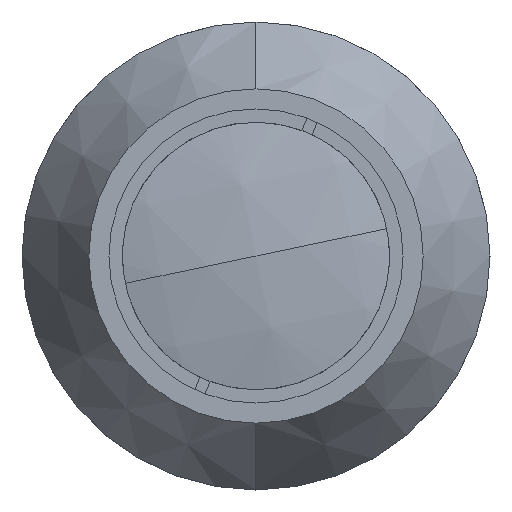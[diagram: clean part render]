
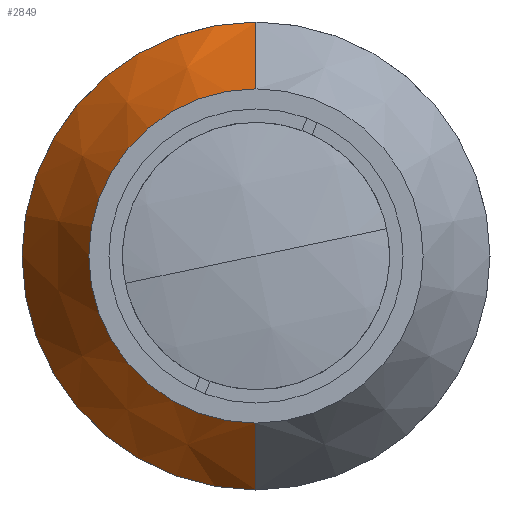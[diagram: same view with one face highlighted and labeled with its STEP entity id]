
A CAD part, left-side view. The second image highlights one B-rep face of the part: STEP entity #2849.
In plain terms, the highlighted conical face has half-angle 30 degrees and reference radius 21 mm.
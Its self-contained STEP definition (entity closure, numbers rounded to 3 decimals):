
#35 = CARTESIAN_POINT ( 'NONE',  ( 25.392, 0., 0. ) ) ;
#75 = CIRCLE ( 'NONE', #3551, 21. ) ;
#425 = DIRECTION ( 'NONE',  ( 1., 0., 0. ) ) ;
#750 = DIRECTION ( 'NONE',  ( 0., 0., 1. ) ) ;
#854 = ORIENTED_EDGE ( 'NONE', *, *, #1436, .T. ) ;
#1057 = CARTESIAN_POINT ( 'NONE',  ( 15., 0., 0. ) ) ;
#1099 = DIRECTION ( 'NONE',  ( -1., 0., 0. ) ) ;
#1204 = CONICAL_SURFACE ( 'NONE', #1797, 21., 0.524 ) ;
#1372 = CARTESIAN_POINT ( 'NONE',  ( 25.392, 0., -21. ) ) ;
#1435 = ORIENTED_EDGE ( 'NONE', *, *, #2912, .F. ) ;
#1436 = EDGE_CURVE ( 'NONE', #3230, #1964, #75, .T. ) ;
#1610 = VERTEX_POINT ( 'NONE', #2815 ) ;
#1679 = CARTESIAN_POINT ( 'NONE',  ( 25.392, 0., 21. ) ) ;
#1777 = EDGE_CURVE ( 'NONE', #4029, #3230, #3691, .T. ) ;
#1797 = AXIS2_PLACEMENT_3D ( 'NONE', #35, #425, #3275 ) ;
#1964 = VERTEX_POINT ( 'NONE', #3981 ) ;
#2078 = CARTESIAN_POINT ( 'NONE',  ( 25.392, 0., 0. ) ) ;
#2082 = VECTOR ( 'NONE', #2720, 1000. ) ;
#2095 = CIRCLE ( 'NONE', #2903, 15. ) ;
#2102 = DIRECTION ( 'NONE',  ( 0., 0., 1. ) ) ;
#2477 = ORIENTED_EDGE ( 'NONE', *, *, #1777, .T. ) ;
#2614 = VECTOR ( 'NONE', #2785, 1000. ) ;
#2696 = CARTESIAN_POINT ( 'NONE',  ( 25.392, 0., 21. ) ) ;
#2720 = DIRECTION ( 'NONE',  ( 0.866, 0., 0.5 ) ) ;
#2721 = CARTESIAN_POINT ( 'NONE',  ( 15., 0., 15. ) ) ;
#2785 = DIRECTION ( 'NONE',  ( 0.866, 0., -0.5 ) ) ;
#2815 = CARTESIAN_POINT ( 'NONE',  ( 15., 0., -15. ) ) ;
#2849 = ADVANCED_FACE ( 'NONE', ( #3900 ), #1204, .T. ) ;
#2903 = AXIS2_PLACEMENT_3D ( 'NONE', #1057, #1099, #750 ) ;
#2912 = EDGE_CURVE ( 'NONE', #4029, #1610, #2095, .T. ) ;
#3116 = DIRECTION ( 'NONE',  ( -1., 0., 0. ) ) ;
#3153 = ORIENTED_EDGE ( 'NONE', *, *, #3474, .F. ) ;
#3230 = VERTEX_POINT ( 'NONE', #2696 ) ;
#3275 = DIRECTION ( 'NONE',  ( 0., 0., -1. ) ) ;
#3358 = EDGE_LOOP ( 'NONE', ( #1435, #2477, #854, #3153 ) ) ;
#3474 = EDGE_CURVE ( 'NONE', #1610, #1964, #4565, .T. ) ;
#3551 = AXIS2_PLACEMENT_3D ( 'NONE', #2078, #3116, #2102 ) ;
#3691 = LINE ( 'NONE', #1679, #2082 ) ;
#3900 = FACE_OUTER_BOUND ( 'NONE', #3358, .T. ) ;
#3981 = CARTESIAN_POINT ( 'NONE',  ( 25.392, 0., -21. ) ) ;
#4029 = VERTEX_POINT ( 'NONE', #2721 ) ;
#4565 = LINE ( 'NONE', #1372, #2614 ) ;
